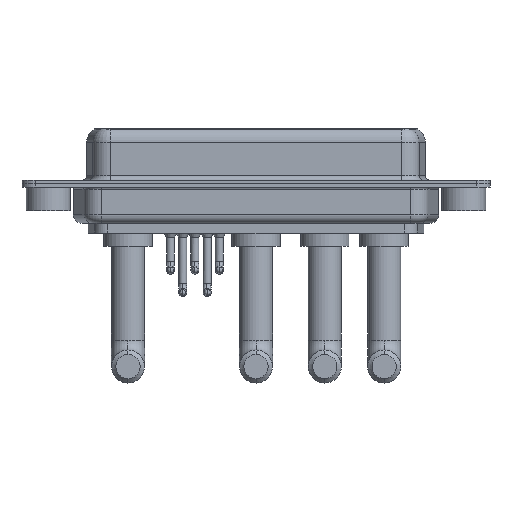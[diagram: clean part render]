
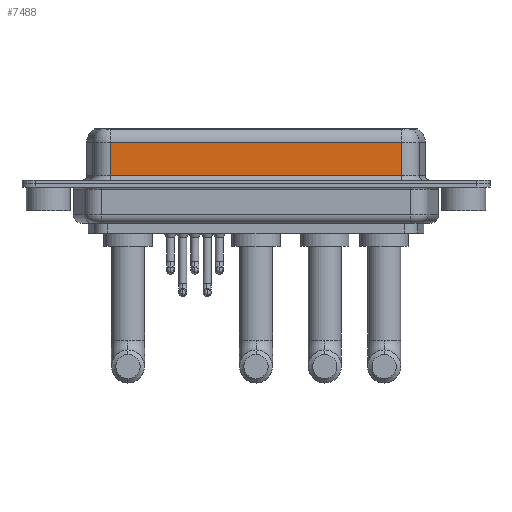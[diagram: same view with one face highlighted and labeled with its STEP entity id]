
A CAD part, front view. The second image highlights one B-rep face of the part: STEP entity #7488.
In plain terms, the highlighted planar face has unit normal (0, -1, 0).
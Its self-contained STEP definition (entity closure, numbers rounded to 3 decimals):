
#31 = EDGE_LOOP ( 'NONE', ( #11178, #5760, #16756, #12570 ) ) ;
#111 = CARTESIAN_POINT ( 'NONE',  ( 40.037, -3.95, 0.9 ) ) ;
#159 = DIRECTION ( 'NONE',  ( 0., 0., 1. ) ) ;
#535 = EDGE_CURVE ( 'NONE', #1600, #13002, #13568, .T. ) ;
#884 = CARTESIAN_POINT ( 'NONE',  ( 40.037, -3.95, 0.9 ) ) ;
#1600 = VERTEX_POINT ( 'NONE', #10548 ) ;
#2324 = VECTOR ( 'NONE', #16775, 1000. ) ;
#2454 = DIRECTION ( 'NONE',  ( -1., 0., 0. ) ) ;
#3839 = EDGE_CURVE ( 'NONE', #1600, #12167, #11880, .T. ) ;
#5760 = ORIENTED_EDGE ( 'NONE', *, *, #3839, .T. ) ;
#6379 = CARTESIAN_POINT ( 'NONE',  ( 40.037, -3.95, 4.65 ) ) ;
#7180 = VECTOR ( 'NONE', #13699, 1000. ) ;
#7210 = EDGE_CURVE ( 'NONE', #16864, #13002, #10840, .T. ) ;
#7488 = ADVANCED_FACE ( 'NONE', ( #8354 ), #14800, .F. ) ;
#8185 = CARTESIAN_POINT ( 'NONE',  ( 40.037, -3.95, 6.4 ) ) ;
#8319 = VECTOR ( 'NONE', #13806, 1000. ) ;
#8354 = FACE_OUTER_BOUND ( 'NONE', #31, .T. ) ;
#8593 = CARTESIAN_POINT ( 'NONE',  ( 40.037, -3.95, 6.4 ) ) ;
#9656 = DIRECTION ( 'NONE',  ( 0., 1., 0. ) ) ;
#10548 = CARTESIAN_POINT ( 'NONE',  ( 40.037, -3.95, 4.65 ) ) ;
#10840 = LINE ( 'NONE', #111, #7180 ) ;
#11117 = EDGE_CURVE ( 'NONE', #12167, #16864, #15122, .T. ) ;
#11178 = ORIENTED_EDGE ( 'NONE', *, *, #535, .F. ) ;
#11362 = AXIS2_PLACEMENT_3D ( 'NONE', #8185, #9656, #159 ) ;
#11735 = CARTESIAN_POINT ( 'NONE',  ( 7.013, -3.95, 0.9 ) ) ;
#11880 = LINE ( 'NONE', #6379, #14804 ) ;
#12167 = VERTEX_POINT ( 'NONE', #14865 ) ;
#12570 = ORIENTED_EDGE ( 'NONE', *, *, #7210, .T. ) ;
#12768 = CARTESIAN_POINT ( 'NONE',  ( 7.013, -3.95, 6.4 ) ) ;
#13002 = VERTEX_POINT ( 'NONE', #884 ) ;
#13568 = LINE ( 'NONE', #8593, #8319 ) ;
#13699 = DIRECTION ( 'NONE',  ( 1., 0., 0. ) ) ;
#13806 = DIRECTION ( 'NONE',  ( 0., 0., -1. ) ) ;
#14800 = PLANE ( 'NONE',  #11362 ) ;
#14804 = VECTOR ( 'NONE', #2454, 1000. ) ;
#14865 = CARTESIAN_POINT ( 'NONE',  ( 7.013, -3.95, 4.65 ) ) ;
#15122 = LINE ( 'NONE', #12768, #2324 ) ;
#16756 = ORIENTED_EDGE ( 'NONE', *, *, #11117, .T. ) ;
#16775 = DIRECTION ( 'NONE',  ( 0., 0., -1. ) ) ;
#16864 = VERTEX_POINT ( 'NONE', #11735 ) ;
